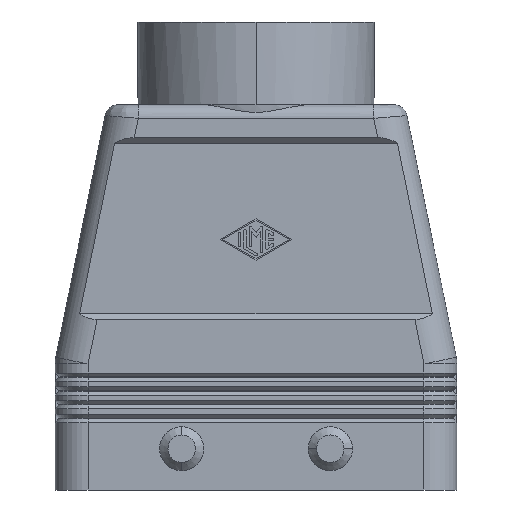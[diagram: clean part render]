
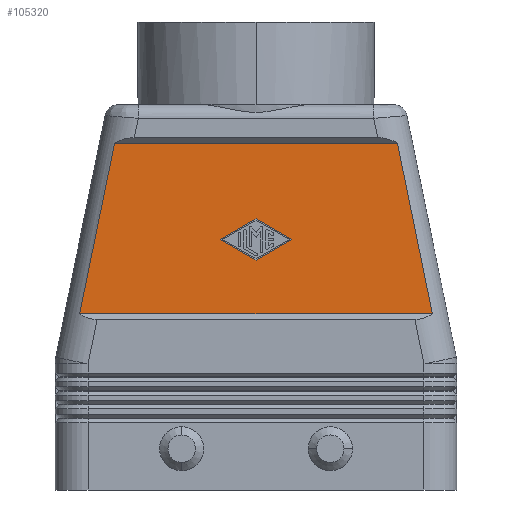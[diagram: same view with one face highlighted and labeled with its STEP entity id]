
A CAD part, front view. The second image highlights one B-rep face of the part: STEP entity #105320.
In plain terms, the highlighted planar face has unit normal (0, -1, 0).
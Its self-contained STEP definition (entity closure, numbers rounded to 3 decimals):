
#4700=CARTESIAN_POINT('',(32.025,-20.5,32.));
#4710=VERTEX_POINT('',#4700);
#4740=CARTESIAN_POINT('',(25.691,-20.5,63.));
#4750=DIRECTION('',(0.2,0.,-0.98));
#4760=VECTOR('',#4750,31.64);
#4770=LINE('',#4740,#4760);
#4780=CARTESIAN_POINT('',(25.691,-20.5,63.));
#4790=VERTEX_POINT('',#4780);
#4800=EDGE_CURVE('',#4790,#4710,#4770,.T.);
#7180=CARTESIAN_POINT('',(-25.691,-20.5,63.));
#7190=VERTEX_POINT('',#7180);
#7220=CARTESIAN_POINT('',(-32.025,-20.5,32.));
#7230=DIRECTION('',(0.2,0.,0.98));
#7240=VECTOR('',#7230,31.64);
#7250=LINE('',#7220,#7240);
#7260=CARTESIAN_POINT('',(-32.025,-20.5,32.));
#7270=VERTEX_POINT('',#7260);
#7280=EDGE_CURVE('',#7270,#7190,#7250,.T.);
#48900=CARTESIAN_POINT('',(0.,-20.5,41.751));
#48910=VERTEX_POINT('',#48900);
#49080=CARTESIAN_POINT('',(6.5,-20.5,45.5));
#49090=VERTEX_POINT('',#49080);
#49120=CARTESIAN_POINT('',(6.5,-20.5,45.5));
#49130=DIRECTION('',(-0.866,0.,-0.5));
#49140=VECTOR('',#49130,7.504);
#49150=LINE('',#49120,#49140);
#49160=EDGE_CURVE('',#49090,#48910,#49150,.T.);
#59730=CARTESIAN_POINT('',(0.,-20.5,49.249));
#59740=VERTEX_POINT('',#59730);
#59770=CARTESIAN_POINT('',(0.,-20.5,49.249));
#59780=DIRECTION('',(0.866,0.,-0.5));
#59790=VECTOR('',#59780,7.504);
#59800=LINE('',#59770,#59790);
#59810=EDGE_CURVE('',#59740,#49090,#59800,.T.);
#69740=CARTESIAN_POINT('',(-6.5,-20.5,45.5));
#69750=VERTEX_POINT('',#69740);
#69780=CARTESIAN_POINT('',(-6.5,-20.5,45.5));
#69790=DIRECTION('',(0.866,0.,0.5));
#69800=VECTOR('',#69790,7.504);
#69810=LINE('',#69780,#69800);
#69820=EDGE_CURVE('',#69750,#59740,#69810,.T.);
#79000=CARTESIAN_POINT('',(-32.025,-20.5,32.));
#79010=DIRECTION('',(1.,0.,0.));
#79020=VECTOR('',#79010,64.049);
#79030=LINE('',#79000,#79020);
#79040=EDGE_CURVE('',#7270,#4710,#79030,.T.);
#84400=CARTESIAN_POINT('',(0.,-20.5,41.751));
#84410=DIRECTION('',(-0.866,0.,0.5));
#84420=VECTOR('',#84410,7.504);
#84430=LINE('',#84400,#84420);
#84440=EDGE_CURVE('',#48910,#69750,#84430,.T.);
#88820=CARTESIAN_POINT('',(-25.691,-20.5,63.));
#88830=DIRECTION('',(1.,0.,0.));
#88840=VECTOR('',#88830,51.383);
#88850=LINE('',#88820,#88840);
#88860=EDGE_CURVE('',#7190,#4790,#88850,.T.);
#105150=CARTESIAN_POINT('',(0.,-20.5,63.));
#105160=DIRECTION('',(0.,1.,0.));
#105170=DIRECTION('',(0.,0.,1.));
#105180=AXIS2_PLACEMENT_3D('',#105150,#105160,#105170);
#105190=PLANE('',#105180);
#105200=ORIENTED_EDGE('',*,*,#79040,.T.);
#105210=ORIENTED_EDGE('',*,*,#7280,.F.);
#105220=ORIENTED_EDGE('',*,*,#88860,.F.);
#105230=ORIENTED_EDGE('',*,*,#4800,.F.);
#105240=EDGE_LOOP('',(#105230,#105220,#105210,#105200));
#105250=FACE_OUTER_BOUND('',#105240,.T.);
#105260=ORIENTED_EDGE('',*,*,#49160,.T.);
#105270=ORIENTED_EDGE('',*,*,#59810,.T.);
#105280=ORIENTED_EDGE('',*,*,#69820,.T.);
#105290=ORIENTED_EDGE('',*,*,#84440,.T.);
#105300=EDGE_LOOP('',(#105290,#105280,#105270,#105260));
#105310=FACE_BOUND('',#105300,.T.);
#105320=ADVANCED_FACE('',(#105250,#105310),#105190,.F.);
